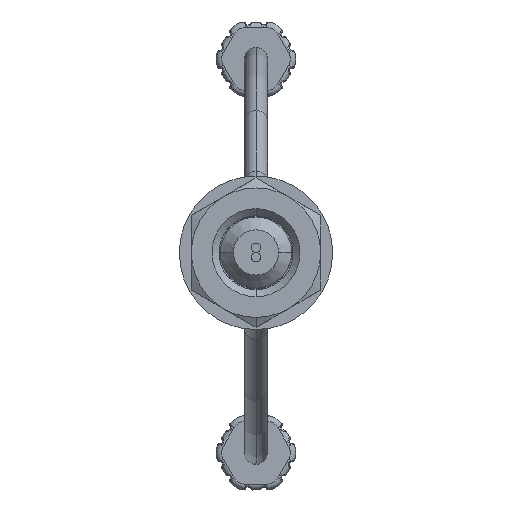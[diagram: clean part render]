
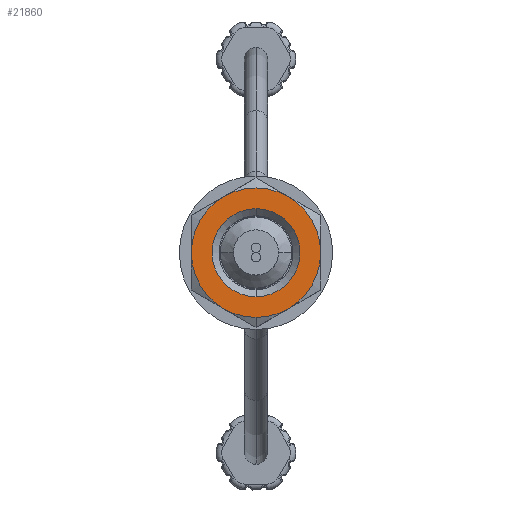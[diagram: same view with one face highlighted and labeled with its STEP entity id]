
A CAD part, top view. The second image highlights one B-rep face of the part: STEP entity #21860.
In plain terms, the highlighted face is planar.
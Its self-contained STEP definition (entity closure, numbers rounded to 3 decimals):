
#21399=CARTESIAN_POINT('',(0.,-2.2,0.));
#21400=DIRECTION('',(0.,1.,0.));
#21401=DIRECTION('',(1.,0.,0.));
#21402=AXIS2_PLACEMENT_3D('',#21399,#21400,#21401);
#21404=CARTESIAN_POINT('',(0.,-2.2,0.));
#21405=DIRECTION('',(0.,1.,0.));
#21406=DIRECTION('',(0.5,0.,-0.866));
#21407=AXIS2_PLACEMENT_3D('',#21404,#21405,#21406);
#21409=CARTESIAN_POINT('',(0.,-2.2,0.));
#21410=DIRECTION('',(0.,1.,0.));
#21411=DIRECTION('',(-0.5,0.,-0.866));
#21412=AXIS2_PLACEMENT_3D('',#21409,#21410,#21411);
#21414=CARTESIAN_POINT('',(0.,-2.2,0.));
#21415=DIRECTION('',(0.,1.,0.));
#21416=DIRECTION('',(-1.,0.,0.));
#21417=AXIS2_PLACEMENT_3D('',#21414,#21415,#21416);
#21419=CARTESIAN_POINT('',(0.,-2.2,0.));
#21420=DIRECTION('',(0.,1.,0.));
#21421=DIRECTION('',(-0.5,0.,0.866));
#21422=AXIS2_PLACEMENT_3D('',#21419,#21420,#21421);
#21424=CARTESIAN_POINT('',(0.,-2.2,0.));
#21425=DIRECTION('',(0.,1.,0.));
#21426=DIRECTION('',(0.,0.,1.));
#21427=AXIS2_PLACEMENT_3D('',#21424,#21425,#21426);
#21429=CARTESIAN_POINT('',(0.,-2.2,0.));
#21430=DIRECTION('',(0.,1.,0.));
#21431=DIRECTION('',(0.5,0.,0.866));
#21432=AXIS2_PLACEMENT_3D('',#21429,#21430,#21431);
#21434=CARTESIAN_POINT('',(0.,-2.2,0.));
#21435=DIRECTION('',(0.,-1.,0.));
#21436=DIRECTION('',(0.,0.,1.));
#21437=AXIS2_PLACEMENT_3D('',#21434,#21435,#21436);
#21439=CARTESIAN_POINT('',(0.,-2.2,0.));
#21440=DIRECTION('',(0.,-1.,0.));
#21441=DIRECTION('',(0.,0.,-1.));
#21442=AXIS2_PLACEMENT_3D('',#21439,#21440,#21441);
#21450=CARTESIAN_POINT('',(3.5,-2.2,
0.));
#21583=CARTESIAN_POINT('',(1.75,-2.2,
3.031));
#21646=CARTESIAN_POINT('',(-3.5,-2.2,
0.));
#21663=CARTESIAN_POINT('',(-1.75,-2.2,
-3.031));
#21706=CARTESIAN_POINT('',(1.75,-2.2,
-3.031));
#21751=CARTESIAN_POINT('',(0.,-2.2,-2.38));
#21753=VERTEX_POINT('',#21751);
#21757=CARTESIAN_POINT('',(0.,-2.2,2.38));
#21758=VERTEX_POINT('',#21757);
#21759=CARTESIAN_POINT('',(-1.75,-2.2,3.031));
#21760=CARTESIAN_POINT('',(0.,-2.2,3.5));
#21761=VERTEX_POINT('',#21759);
#21762=VERTEX_POINT('',#21760);
#21794=VERTEX_POINT('',#21663);
#21798=VERTEX_POINT('',#21646);
#21801=VERTEX_POINT('',#21583);
#21802=VERTEX_POINT('',#21706);
#21804=VERTEX_POINT('',#21450);
#21835=CARTESIAN_POINT('',(0.,-2.2,-0.001));
#21836=DIRECTION('',(0.,1.,0.));
#21837=DIRECTION('',(0.,0.,1.));
#21838=AXIS2_PLACEMENT_3D('',#21835,#21836,#21837);
#21839=PLANE('',#21838);
#21841=ORIENTED_EDGE('',*,*,#21840,.T.);
#21843=ORIENTED_EDGE('',*,*,#21842,.T.);
#21845=ORIENTED_EDGE('',*,*,#21844,.T.);
#21847=ORIENTED_EDGE('',*,*,#21846,.T.);
#21849=ORIENTED_EDGE('',*,*,#21848,.T.);
#21851=ORIENTED_EDGE('',*,*,#21850,.T.);
#21853=ORIENTED_EDGE('',*,*,#21852,.T.);
#21854=EDGE_LOOP('',(#21841,#21843,#21845,#21847,#21849,#21851,#21853));
#21855=FACE_OUTER_BOUND('',#21854,.F.);
#21856=ORIENTED_EDGE('',*,*,#21812,.T.);
#21857=ORIENTED_EDGE('',*,*,#21826,.T.);
#21858=EDGE_LOOP('',(#21856,#21857));
#21859=FACE_BOUND('',#21858,.F.);
#21860=ADVANCED_FACE('',(#21855,#21859),#21839,.F.);
#21403=CIRCLE('',#21402,3.5);
#21408=CIRCLE('',#21407,3.5);
#21413=CIRCLE('',#21412,3.5);
#21418=CIRCLE('',#21417,3.5);
#21423=CIRCLE('',#21422,3.5);
#21428=CIRCLE('',#21427,3.5);
#21433=CIRCLE('',#21432,3.5);
#21438=CIRCLE('',#21437,2.38);
#21443=CIRCLE('',#21442,2.38);
#21812=EDGE_CURVE('',#21758,#21753,#21438,.T.);
#21826=EDGE_CURVE('',#21753,#21758,#21443,.T.);
#21840=EDGE_CURVE('',#21804,#21802,#21403,.T.);
#21842=EDGE_CURVE('',#21802,#21794,#21408,.T.);
#21844=EDGE_CURVE('',#21794,#21798,#21413,.T.);
#21846=EDGE_CURVE('',#21798,#21761,#21418,.T.);
#21848=EDGE_CURVE('',#21761,#21762,#21423,.T.);
#21850=EDGE_CURVE('',#21762,#21801,#21428,.T.);
#21852=EDGE_CURVE('',#21801,#21804,#21433,.T.);
